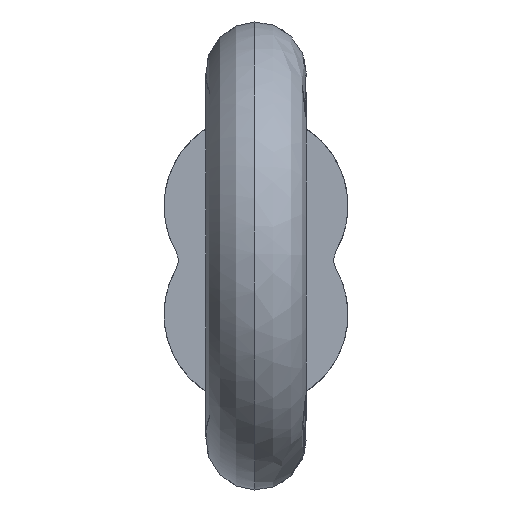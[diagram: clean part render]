
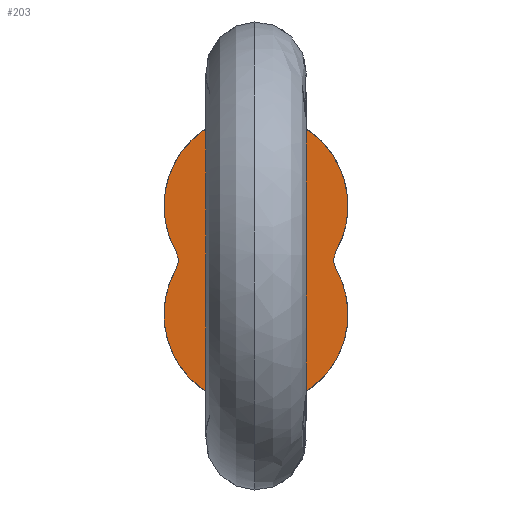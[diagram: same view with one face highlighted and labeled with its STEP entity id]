
A CAD part, left-side view. The second image highlights one B-rep face of the part: STEP entity #203.
In plain terms, the highlighted free-form (B-spline) face has degree [1, 1] with [2, 2] control points.
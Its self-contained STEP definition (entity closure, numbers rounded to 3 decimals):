
#44=CARTESIAN_POINT('',(0.0,-1.209,1.875));
#45=CARTESIAN_POINT('',(0.0,1.209,1.875));
#46=CARTESIAN_POINT('',(0.0,-1.209,-1.975));
#47=CARTESIAN_POINT('',(0.0,1.209,-1.975));
#48=B_SPLINE_SURFACE_WITH_KNOTS('',1,1,((#44,#46),(#45,#47)),.UNSPECIFIED.,.F.,.F.,.U.,(2,2),(2,2),(0.0,2.418),(0.0,3.85),.UNSPECIFIED.);
#49=CARTESIAN_POINT('',(0.0,0.953,0.05));
#50=VERTEX_POINT('',#49);
#51=CARTESIAN_POINT('',(0.0,0.953,-0.15));
#52=VERTEX_POINT('',#51);
#53=CARTESIAN_POINT('',(0.0,0.953,0.05));
#54=CARTESIAN_POINT('',(0.0,0.931,0.012));
#55=CARTESIAN_POINT('',(0.0,0.917,-0.06));
#56=CARTESIAN_POINT('',(0.0,0.94,-0.127));
#57=CARTESIAN_POINT('',(0.0,0.953,-0.15));
#58=B_SPLINE_CURVE_WITH_KNOTS('',3,(#53,#54,#55,#56,#57),.UNSPECIFIED.,.F.,.U.,(4,1,4),(0.,0.131,0.21),.UNSPECIFIED.);
#59=EDGE_CURVE('',#50,#52,#58,.T.);
#60=ORIENTED_EDGE('',*,*,#59,.F.);
#61=CARTESIAN_POINT('',(0.0,0.,1.7));
#62=VERTEX_POINT('',#61);
#63=CARTESIAN_POINT('',(0.0,0.953,0.05));
#64=CARTESIAN_POINT('',(0.0,1.025,0.175));
#65=CARTESIAN_POINT('',(0.0,1.103,0.406));
#66=CARTESIAN_POINT('',(0.0,1.103,0.769));
#67=CARTESIAN_POINT('',(0.0,0.99,1.142));
#68=CARTESIAN_POINT('',(0.0,0.717,1.475));
#69=CARTESIAN_POINT('',(0.0,0.348,1.664));
#70=CARTESIAN_POINT('',(0.0,0.108,1.7));
#71=CARTESIAN_POINT('',(0.0,0.,1.7));
#72=B_SPLINE_CURVE_WITH_KNOTS('',3,(#63,#64,#65,#66,#67,#68,#69,#70,#71),.UNSPECIFIED.,.F.,.U.,(4,1,1,1,1,1,4),(0.,0.432,0.72,1.08,1.584,1.98,2.304),.UNSPECIFIED.);
#73=EDGE_CURVE('',#50,#62,#72,.T.);
#74=ORIENTED_EDGE('',*,*,#73,.T.);
#75=CARTESIAN_POINT('',(0.0,-0.953,0.05));
#76=VERTEX_POINT('',#75);
#77=CARTESIAN_POINT('',(0.0,0.,1.7));
#78=CARTESIAN_POINT('',(0.0,-0.18,1.7));
#79=CARTESIAN_POINT('',(0.0,-0.48,1.625));
#80=CARTESIAN_POINT('',(0.0,-0.827,1.358));
#81=CARTESIAN_POINT('',(0.0,-1.019,1.061));
#82=CARTESIAN_POINT('',(0.0,-1.113,0.71));
#83=CARTESIAN_POINT('',(0.0,-1.096,0.369));
#84=CARTESIAN_POINT('',(0.0,-1.007,0.143));
#85=CARTESIAN_POINT('',(0.0,-0.953,0.05));
#86=B_SPLINE_CURVE_WITH_KNOTS('',3,(#77,#78,#79,#80,#81,#82,#83,#84,#85),.UNSPECIFIED.,.F.,.U.,(4,1,1,1,1,1,4),(0.,0.54,0.9,1.296,1.584,1.98,2.304),.UNSPECIFIED.);
#87=EDGE_CURVE('',#62,#76,#86,.T.);
#88=ORIENTED_EDGE('',*,*,#87,.T.);
#89=CARTESIAN_POINT('',(0.0,-0.953,-0.15));
#90=VERTEX_POINT('',#89);
#91=CARTESIAN_POINT('',(0.0,-0.953,-0.15));
#92=CARTESIAN_POINT('',(0.0,-0.935,-0.12));
#93=CARTESIAN_POINT('',(0.0,-0.917,-0.05));
#94=CARTESIAN_POINT('',(0.0,-0.935,0.02));
#95=CARTESIAN_POINT('',(0.0,-0.953,0.05));
#96=B_SPLINE_CURVE_WITH_KNOTS('',3,(#91,#92,#93,#94,#95),.UNSPECIFIED.,.F.,.U.,(4,1,4),(0.,0.105,0.21),.UNSPECIFIED.);
#97=EDGE_CURVE('',#90,#76,#96,.T.);
#98=ORIENTED_EDGE('',*,*,#97,.F.);
#99=CARTESIAN_POINT('',(0.0,0.,-1.8));
#100=VERTEX_POINT('',#99);
#101=CARTESIAN_POINT('',(0.0,-0.953,-0.15));
#102=CARTESIAN_POINT('',(0.0,-1.025,-0.275));
#103=CARTESIAN_POINT('',(0.0,-1.111,-0.53));
#104=CARTESIAN_POINT('',(0.0,-1.1,-0.87));
#105=CARTESIAN_POINT('',(0.0,-1.012,-1.158));
#106=CARTESIAN_POINT('',(0.0,-0.838,-1.45));
#107=CARTESIAN_POINT('',(0.0,-0.492,-1.724));
#108=CARTESIAN_POINT('',(0.0,-0.168,-1.8));
#109=CARTESIAN_POINT('',(0.0,0.,-1.8));
#110=B_SPLINE_CURVE_WITH_KNOTS('',3,(#101,#102,#103,#104,#105,#106,#107,#108,#109),.UNSPECIFIED.,.F.,.U.,(4,1,1,1,1,1,4),(0.,0.432,0.792,1.008,1.332,1.8,2.304),.UNSPECIFIED.);
#111=EDGE_CURVE('',#90,#100,#110,.T.);
#112=ORIENTED_EDGE('',*,*,#111,.T.);
#113=CARTESIAN_POINT('',(0.0,0.,-1.8));
#114=CARTESIAN_POINT('',(0.0,0.168,-1.8));
#115=CARTESIAN_POINT('',(0.0,0.504,-1.722));
#116=CARTESIAN_POINT('',(0.0,0.875,-1.417));
#117=CARTESIAN_POINT('',(0.0,1.087,-1.005));
#118=CARTESIAN_POINT('',(0.0,1.123,-0.564));
#119=CARTESIAN_POINT('',(0.0,1.025,-0.275));
#120=CARTESIAN_POINT('',(0.0,0.953,-0.15));
#121=B_SPLINE_CURVE_WITH_KNOTS('',3,(#113,#114,#115,#116,#117,#118,#119,#120),.UNSPECIFIED.,.F.,.U.,(4,1,1,1,1,4),(0.,0.504,1.008,1.404,1.872,2.304),.UNSPECIFIED.);
#122=EDGE_CURVE('',#100,#52,#121,.T.);
#123=ORIENTED_EDGE('',*,*,#122,.T.);
#124=EDGE_LOOP('',(#60,#74,#88,#98,#112,#123));
#125=FACE_OUTER_BOUND('',#124,.T.);
#126=CARTESIAN_POINT('',(0.0,0.484,0.245));
#127=VERTEX_POINT('',#126);
#128=CARTESIAN_POINT('',(0.0,0.484,-0.345));
#129=VERTEX_POINT('',#128);
#130=CARTESIAN_POINT('',(0.0,0.484,0.245));
#131=CARTESIAN_POINT('',(0.0,0.429,0.171));
#132=CARTESIAN_POINT('',(0.0,0.377,0.03));
#133=CARTESIAN_POINT('',(0.0,0.394,-0.183));
#134=CARTESIAN_POINT('',(0.0,0.445,-0.292));
#135=CARTESIAN_POINT('',(0.0,0.484,-0.345));
#136=B_SPLINE_CURVE_WITH_KNOTS('',3,(#130,#131,#132,#133,#134,#135),.UNSPECIFIED.,.F.,.U.,(4,1,1,4),(0.,0.277,0.435,0.632),.UNSPECIFIED.);
#137=EDGE_CURVE('',#127,#129,#136,.T.);
#138=ORIENTED_EDGE('',*,*,#137,.T.);
#139=CARTESIAN_POINT('',(0.0,0.,-1.3));
#140=VERTEX_POINT('',#139);
#141=CARTESIAN_POINT('',(0.0,0.,-1.3));
#142=CARTESIAN_POINT('',(0.0,0.124,-1.301));
#143=CARTESIAN_POINT('',(0.0,0.302,-1.243));
#144=CARTESIAN_POINT('',(0.0,0.474,-1.08));
#145=CARTESIAN_POINT('',(0.0,0.574,-0.913));
#146=CARTESIAN_POINT('',(0.0,0.625,-0.651));
#147=CARTESIAN_POINT('',(0.0,0.558,-0.445));
#148=CARTESIAN_POINT('',(0.0,0.484,-0.345));
#149=B_SPLINE_CURVE_WITH_KNOTS('',3,(#141,#142,#143,#144,#145,#146,#147,#148),.UNSPECIFIED.,.F.,.U.,(4,1,1,1,1,4),(0.,0.372,0.537,0.702,0.95,1.322),.UNSPECIFIED.);
#150=EDGE_CURVE('',#140,#129,#149,.T.);
#151=ORIENTED_EDGE('',*,*,#150,.F.);
#152=CARTESIAN_POINT('',(0.0,-0.484,-0.345));
#153=VERTEX_POINT('',#152);
#154=CARTESIAN_POINT('',(0.0,-0.484,-0.345));
#155=CARTESIAN_POINT('',(0.0,-0.558,-0.445));
#156=CARTESIAN_POINT('',(0.0,-0.616,-0.623));
#157=CARTESIAN_POINT('',(0.0,-0.587,-0.858));
#158=CARTESIAN_POINT('',(0.0,-0.506,-1.05));
#159=CARTESIAN_POINT('',(0.0,-0.316,-1.242));
#160=CARTESIAN_POINT('',(0.0,-0.11,-1.3));
#161=CARTESIAN_POINT('',(0.0,0.,-1.3));
#162=B_SPLINE_CURVE_WITH_KNOTS('',3,(#154,#155,#156,#157,#158,#159,#160,#161),.UNSPECIFIED.,.F.,.U.,(4,1,1,1,1,4),(0.,0.372,0.537,0.702,0.992,1.322),.UNSPECIFIED.);
#163=EDGE_CURVE('',#153,#140,#162,.T.);
#164=ORIENTED_EDGE('',*,*,#163,.F.);
#165=CARTESIAN_POINT('',(0.0,-0.484,0.245));
#166=VERTEX_POINT('',#165);
#167=CARTESIAN_POINT('',(0.0,-0.484,-0.345));
#168=CARTESIAN_POINT('',(0.0,-0.445,-0.292));
#169=CARTESIAN_POINT('',(0.0,-0.394,-0.183));
#170=CARTESIAN_POINT('',(0.0,-0.377,0.03));
#171=CARTESIAN_POINT('',(0.0,-0.429,0.171));
#172=CARTESIAN_POINT('',(0.0,-0.484,0.245));
#173=B_SPLINE_CURVE_WITH_KNOTS('',3,(#167,#168,#169,#170,#171,#172),.UNSPECIFIED.,.F.,.U.,(4,1,1,4),(0.,0.198,0.356,0.632),.UNSPECIFIED.);
#174=EDGE_CURVE('',#153,#166,#173,.T.);
#175=ORIENTED_EDGE('',*,*,#174,.T.);
#176=CARTESIAN_POINT('',(0.0,0.,1.2));
#177=VERTEX_POINT('',#176);
#178=CARTESIAN_POINT('',(0.0,0.,1.2));
#179=CARTESIAN_POINT('',(0.0,-0.124,1.201));
#180=CARTESIAN_POINT('',(0.0,-0.302,1.143));
#181=CARTESIAN_POINT('',(0.0,-0.474,0.98));
#182=CARTESIAN_POINT('',(0.0,-0.567,0.825));
#183=CARTESIAN_POINT('',(0.0,-0.608,0.648));
#184=CARTESIAN_POINT('',(0.0,-0.591,0.44));
#185=CARTESIAN_POINT('',(0.0,-0.533,0.312));
#186=CARTESIAN_POINT('',(0.0,-0.484,0.245));
#187=B_SPLINE_CURVE_WITH_KNOTS('',3,(#178,#179,#180,#181,#182,#183,#184,#185,#186),.UNSPECIFIED.,.F.,.U.,(4,1,1,1,1,1,4),(0.,0.372,0.537,0.702,0.909,1.074,1.322),.UNSPECIFIED.);
#188=EDGE_CURVE('',#177,#166,#187,.T.);
#189=ORIENTED_EDGE('',*,*,#188,.F.);
#190=CARTESIAN_POINT('',(0.0,0.484,0.245));
#191=CARTESIAN_POINT('',(0.0,0.558,0.345));
#192=CARTESIAN_POINT('',(0.0,0.625,0.551));
#193=CARTESIAN_POINT('',(0.0,0.574,0.813));
#194=CARTESIAN_POINT('',(0.0,0.467,0.992));
#195=CARTESIAN_POINT('',(0.0,0.289,1.149));
#196=CARTESIAN_POINT('',(0.0,0.11,1.2));
#197=CARTESIAN_POINT('',(0.0,0.,1.2));
#198=B_SPLINE_CURVE_WITH_KNOTS('',3,(#190,#191,#192,#193,#194,#195,#196,#197),.UNSPECIFIED.,.F.,.U.,(4,1,1,1,1,4),(0.,0.372,0.62,0.785,0.992,1.322),.UNSPECIFIED.);
#199=EDGE_CURVE('',#127,#177,#198,.T.);
#200=ORIENTED_EDGE('',*,*,#199,.F.);
#201=EDGE_LOOP('',(#138,#151,#164,#175,#189,#200));
#202=FACE_BOUND('',#201,.T.);
#203=ADVANCED_FACE('',(#125,#202),#48,.F.);
